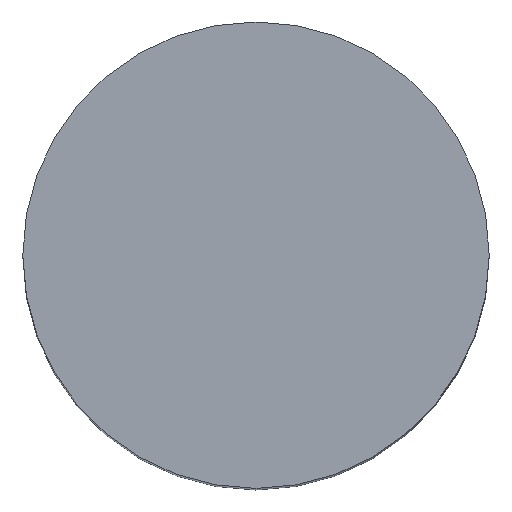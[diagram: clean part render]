
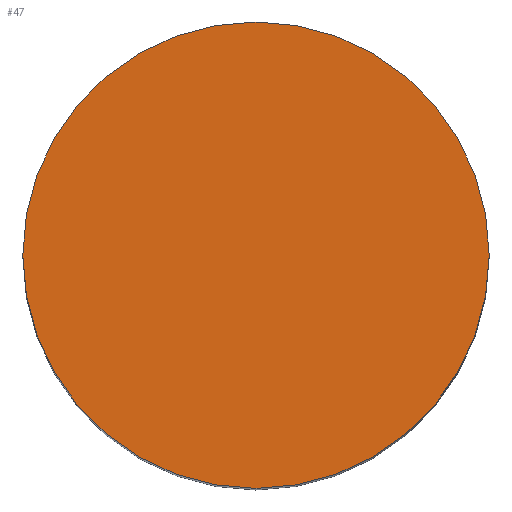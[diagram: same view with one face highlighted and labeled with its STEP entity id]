
A CAD part, top view. The second image highlights one B-rep face of the part: STEP entity #47.
In plain terms, the highlighted planar face has unit normal (0, 0, 1).
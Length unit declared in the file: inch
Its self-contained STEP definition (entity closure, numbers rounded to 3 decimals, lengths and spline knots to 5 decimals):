
#2 = CARTESIAN_POINT ( 'NONE',  ( 0., 0.34375, -0.125 ) ) ;
#5 = DIRECTION ( 'NONE',  ( 0., 0., -1. ) ) ;
#8 = DIRECTION ( 'NONE',  ( 0., 0., 1. ) ) ;
#17 = CARTESIAN_POINT ( 'NONE',  ( 0., 0., -0.125 ) ) ;
#19 = PLANE ( 'NONE',  #41 ) ;
#24 = AXIS2_PLACEMENT_3D ( 'NONE', #77, #8, #157 ) ;
#41 = AXIS2_PLACEMENT_3D ( 'NONE', #2, #5, #120 ) ;
#47 = ADVANCED_FACE ( 'NONE', ( #155 ), #19, .F. ) ;
#56 = CIRCLE ( 'NONE', #139, 0.34375 ) ;
#59 = VERTEX_POINT ( 'NONE', #102 ) ;
#73 = VERTEX_POINT ( 'NONE', #141 ) ;
#77 = CARTESIAN_POINT ( 'NONE',  ( 0., 0., -0.125 ) ) ;
#102 = CARTESIAN_POINT ( 'NONE',  ( -0.34375, 0., -0.125 ) ) ;
#105 = CIRCLE ( 'NONE', #24, 0.34375 ) ;
#114 = EDGE_CURVE ( 'NONE', #59, #73, #56, .T. ) ;
#116 = ORIENTED_EDGE ( 'NONE', *, *, #114, .T. ) ;
#117 = ORIENTED_EDGE ( 'NONE', *, *, #176, .T. ) ;
#120 = DIRECTION ( 'NONE',  ( -1., 0., 0. ) ) ;
#128 = DIRECTION ( 'NONE',  ( 1., 0., 0. ) ) ;
#139 = AXIS2_PLACEMENT_3D ( 'NONE', #17, #170, #128 ) ;
#141 = CARTESIAN_POINT ( 'NONE',  ( 0.34375, 0., -0.125 ) ) ;
#155 = FACE_OUTER_BOUND ( 'NONE', #168, .T. ) ;
#157 = DIRECTION ( 'NONE',  ( 1., 0., 0. ) ) ;
#168 = EDGE_LOOP ( 'NONE', ( #117, #116 ) ) ;
#170 = DIRECTION ( 'NONE',  ( 0., 0., 1. ) ) ;
#176 = EDGE_CURVE ( 'NONE', #73, #59, #105, .T. ) ;
